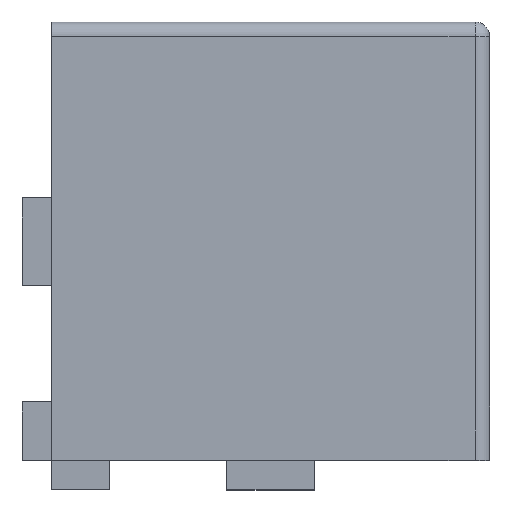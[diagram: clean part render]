
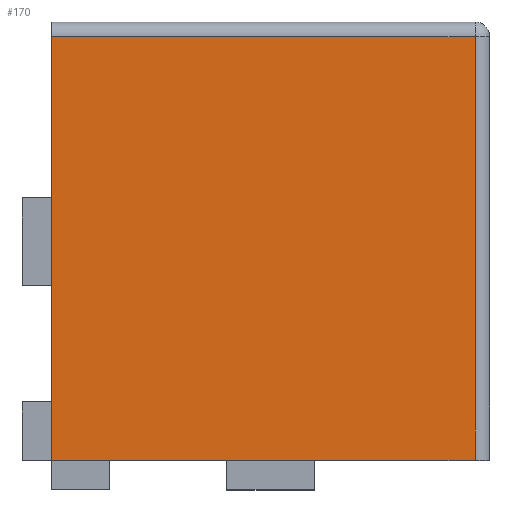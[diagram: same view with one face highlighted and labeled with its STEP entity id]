
A CAD part, top view. The second image highlights one B-rep face of the part: STEP entity #170.
In plain terms, the highlighted planar face has unit normal (0, 0, 1).
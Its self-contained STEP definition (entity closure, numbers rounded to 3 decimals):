
#64 = EDGE_CURVE ( 'NONE', #100, #97, #414, .T. ) ;
#97 = VERTEX_POINT ( 'NONE', #478 ) ;
#100 = VERTEX_POINT ( 'NONE', #469 ) ;
#112 = VERTEX_POINT ( 'NONE', #525 ) ;
#136 = EDGE_CURVE ( 'NONE', #112, #100, #547, .T. ) ;
#147 = EDGE_LOOP ( 'NONE', ( #168, #163, #158, #157 ) ) ;
#157 = ORIENTED_EDGE ( 'NONE', *, *, #136, .T. ) ;
#158 = ORIENTED_EDGE ( 'NONE', *, *, #164, .T. ) ;
#161 = EDGE_CURVE ( 'NONE', #97, #169, #594, .T. ) ;
#163 = ORIENTED_EDGE ( 'NONE', *, *, #161, .T. ) ;
#164 = EDGE_CURVE ( 'NONE', #169, #112, #592, .T. ) ;
#168 = ORIENTED_EDGE ( 'NONE', *, *, #64, .T. ) ;
#169 = VERTEX_POINT ( 'NONE', #635 ) ;
#170 = ADVANCED_FACE ( 'NONE', ( #593 ), #634, .F. ) ;
#411 = DIRECTION ( 'NONE',  ( 1., 0., 0. ) ) ;
#412 = VECTOR ( 'NONE', #411, 1000. ) ;
#413 = CARTESIAN_POINT ( 'NONE',  ( -15., 0., 15. ) ) ;
#414 = LINE ( 'NONE', #413, #412 ) ;
#469 = CARTESIAN_POINT ( 'NONE',  ( -15., 0., 15. ) ) ;
#478 = CARTESIAN_POINT ( 'NONE',  ( 14., 0., 15. ) ) ;
#525 = CARTESIAN_POINT ( 'NONE',  ( -15., 29., 15. ) ) ;
#532 = DIRECTION ( 'NONE',  ( 0., -1., 0. ) ) ;
#533 = VECTOR ( 'NONE', #532, 1000. ) ;
#539 = CARTESIAN_POINT ( 'NONE',  ( -15., 30., 15. ) ) ;
#547 = LINE ( 'NONE', #539, #533 ) ;
#584 = DIRECTION ( 'NONE',  ( 0., 1., 0. ) ) ;
#585 = VECTOR ( 'NONE', #584, 1000. ) ;
#586 = CARTESIAN_POINT ( 'NONE',  ( 14., 30., 15. ) ) ;
#592 = LINE ( 'NONE', #638, #637 ) ;
#593 = FACE_OUTER_BOUND ( 'NONE', #147, .T. ) ;
#594 = LINE ( 'NONE', #586, #585 ) ;
#625 = DIRECTION ( 'NONE',  ( -1., 0., 0. ) ) ;
#626 = DIRECTION ( 'NONE',  ( 0., 0., -1. ) ) ;
#627 = CARTESIAN_POINT ( 'NONE',  ( -15., 30., 15. ) ) ;
#633 = AXIS2_PLACEMENT_3D ( 'NONE', #627, #626, #625 ) ;
#634 = PLANE ( 'NONE',  #633 ) ;
#635 = CARTESIAN_POINT ( 'NONE',  ( 14., 29., 15. ) ) ;
#636 = DIRECTION ( 'NONE',  ( -1., 0., 0. ) ) ;
#637 = VECTOR ( 'NONE', #636, 1000. ) ;
#638 = CARTESIAN_POINT ( 'NONE',  ( -15., 29., 15. ) ) ;
